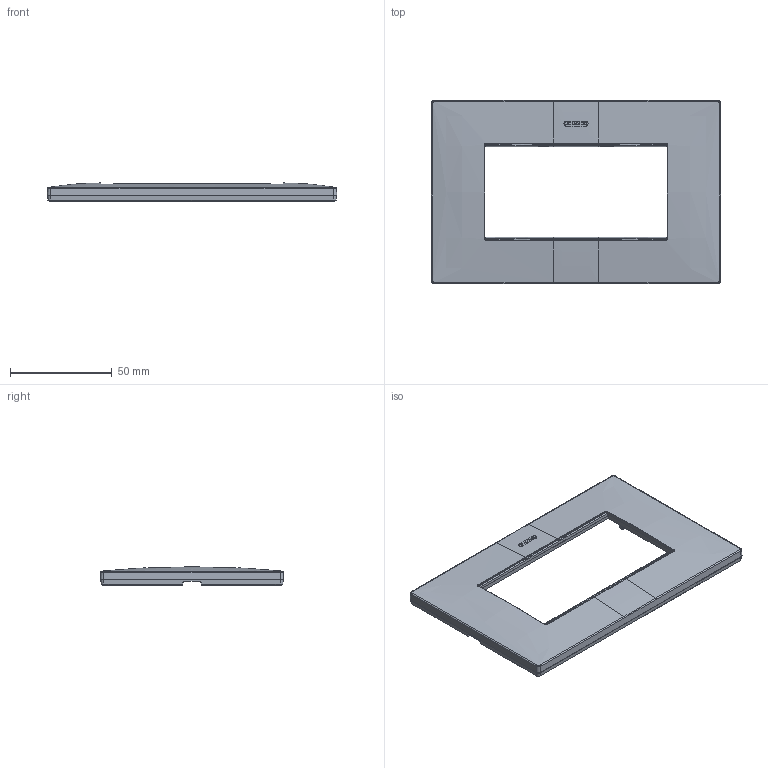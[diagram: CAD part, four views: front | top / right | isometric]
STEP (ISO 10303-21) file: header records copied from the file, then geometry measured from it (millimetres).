
FILE_DESCRIPTION(('CATIA V5 STEP Exchange','CAx-IF Rec.Pracs.--- Model Styling and Organization---1.4--- 2014-01-23'),'2;1');
FILE_NAME('GW16004PW.stp','2024-02-12T15:53:00+00:00',('none'),('none'),'CATIA Version 5-6 Release 2019 SP6','CATIA V5 STEP AP214 v1','none');
FILE_SCHEMA(('AUTOMOTIVE_DESIGN { 1 0 10303 214 1 1 1 1 }'));
Products named in the file (1): GW16004PW
Bounding box: 142.2 x 90 x 8.89 mm (x, y, z)
Volume: 20800.3 mm3; surface area: 27254.2 mm2
Topology: 1 solids, 1 shells, 1439 faces, 3760 edges, 2273 vertices
Faces by surface type: bspline 802, plane 317, cylinder 204, cone 92, sphere 24
Entity records: 111050 total; most frequent: CARTESIAN_POINT 83157, ORIENTED_EDGE 7476, EDGE_CURVE 3738, B_SPLINE_CURVE_WITH_KNOTS 2826, VERTEX_POINT 2273, DIRECTION 1996, EDGE_LOOP 1477, ADVANCED_FACE 1439
